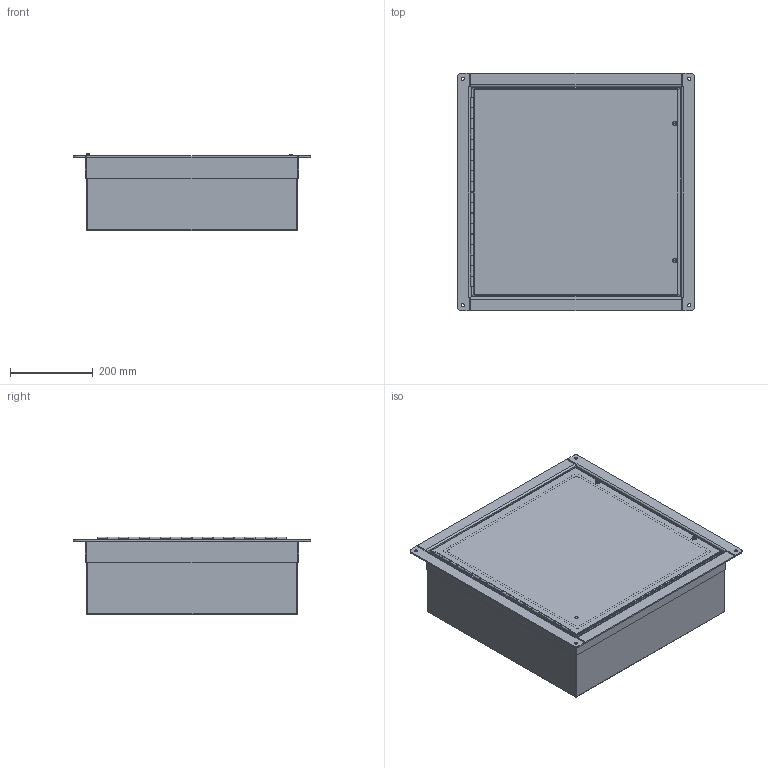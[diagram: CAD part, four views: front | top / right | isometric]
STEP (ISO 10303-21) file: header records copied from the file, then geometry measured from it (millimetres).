
FILE_DESCRIPTION(/* description */ ('20X20X6 WAFM TUB'),/* implementation_level */ '2;1');
FILE_NAME(/* name */ 'WAFM202006FM.stp',/* time_stamp */ '2016-03-11T09:46:52-06:00',/* author */ ('mraetz'),/* organization */ (''),/* preprocessor_version */ 'ST-DEVELOPER v16.1',/* originating_system */ 'Autodesk Inventor 2016',/* authorisation */ '');
FILE_SCHEMA (('AUTOMOTIVE_DESIGN { 1 0 10303 214 3 1 1 }'));
Length unit declared in the file: inch
Products named in the file (16): WA202006FMBKP; WA2020FMLID; 388116; H6010100T; H6010100L; H6010100 P; H6010100; 38846; 372123; 39035; 39077; 38853; 30638; 30639; 20X20; WAFM_ASSM
Assembly tree (24 placements, depth 3):
  WAFM_ASSM
    WA202006FMBKP
    WA2020FMLID
    388116  x4
    H6010100
      H6010100T
      H6010100L
      H6010100 P
    38846
    372123  x2
    39035  x2
    39077  x2
    38853  x2
    30638  x2
    30639  x2
    20X20
Bounding box: 571.5 x 571.5 x 187.96 mm (x, y, z)
Volume: 2493814.9 mm3; surface area: 2375189.8 mm2
Topology: 23 solids, 23 shells, 601 faces, 1357 edges, 817 vertices
Faces by surface type: plane 371, cylinder 159, bspline 44, cone 21, torus 6
Full cylindrical faces by diameter (mm): 0.787 x2, 3.048 x1, 3.962 x2, 4.775 x2, 4.826 x2, 6.35 x1, 7.061 x2, 7.137 x6, 7.938 x2, 8.382 x8, 8.56 x1, 9.525 x4, 10.516 x2, 11.112 x2, 11.506 x2, 15.875 x4
Entity records: 14974 total; most frequent: CARTESIAN_POINT 3585, DIRECTION 2188, ORIENTED_EDGE 2148, EDGE_CURVE 1074, LINE 758, VECTOR 758, AXIS2_PLACEMENT_3D 715, VERTEX_POINT 654
